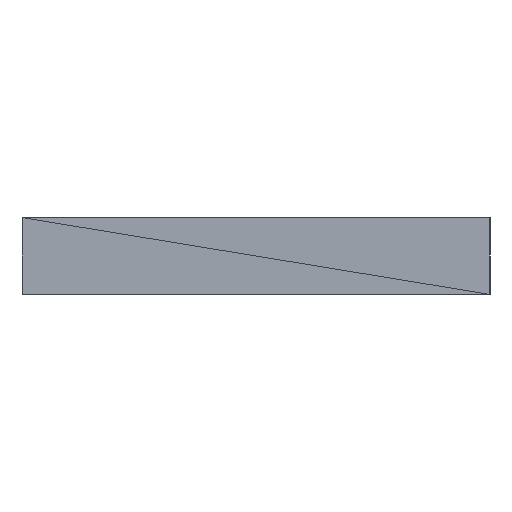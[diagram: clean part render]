
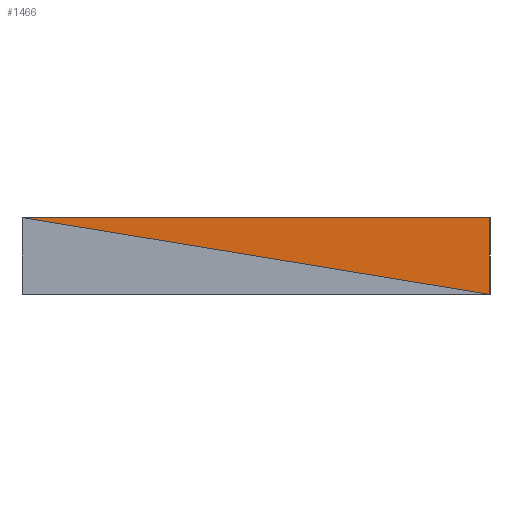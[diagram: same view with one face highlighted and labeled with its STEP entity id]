
A CAD part, left-side view. The second image highlights one B-rep face of the part: STEP entity #1466.
In plain terms, the highlighted planar face has unit normal (-1, 0, 0).
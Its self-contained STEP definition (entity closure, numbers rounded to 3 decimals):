
#22 = VERTEX_POINT('',#23);
#23 = CARTESIAN_POINT('',(0.,0.,0.));
#1277 = EDGE_CURVE('',#1278,#22,#1280,.T.);
#1278 = VERTEX_POINT('',#1279);
#1279 = CARTESIAN_POINT('',(0.,0.,2.));
#1280 = LINE('',#1281,#1282);
#1281 = CARTESIAN_POINT('',(0.,0.,2.));
#1282 = VECTOR('',#1283,1.);
#1283 = DIRECTION('',(0.,0.,-1.));
#1432 = VERTEX_POINT('',#1433);
#1433 = CARTESIAN_POINT('',(0.,12.2,2.));
#1466 = ADVANCED_FACE('',(#1467),#1482,.T.);
#1467 = FACE_BOUND('',#1468,.T.);
#1468 = EDGE_LOOP('',(#1469,#1475,#1481));
#1469 = ORIENTED_EDGE('',*,*,#1470,.T.);
#1470 = EDGE_CURVE('',#1278,#1432,#1471,.T.);
#1471 = LINE('',#1472,#1473);
#1472 = CARTESIAN_POINT('',(0.,0.,2.));
#1473 = VECTOR('',#1474,1.);
#1474 = DIRECTION('',(0.,1.,0.));
#1475 = ORIENTED_EDGE('',*,*,#1476,.T.);
#1476 = EDGE_CURVE('',#1432,#22,#1477,.T.);
#1477 = LINE('',#1478,#1479);
#1478 = CARTESIAN_POINT('',(0.,12.2,2.));
#1479 = VECTOR('',#1480,1.);
#1480 = DIRECTION('',(0.,-0.987,-0.162));
#1481 = ORIENTED_EDGE('',*,*,#1277,.F.);
#1482 = PLANE('',#1483);
#1483 = AXIS2_PLACEMENT_3D('',#1484,#1485,#1486);
#1484 = CARTESIAN_POINT('',(0.,5.641,1.459));
#1485 = DIRECTION('',(-1.,-0.,-0.));
#1486 = DIRECTION('',(0.,0.,-1.));
